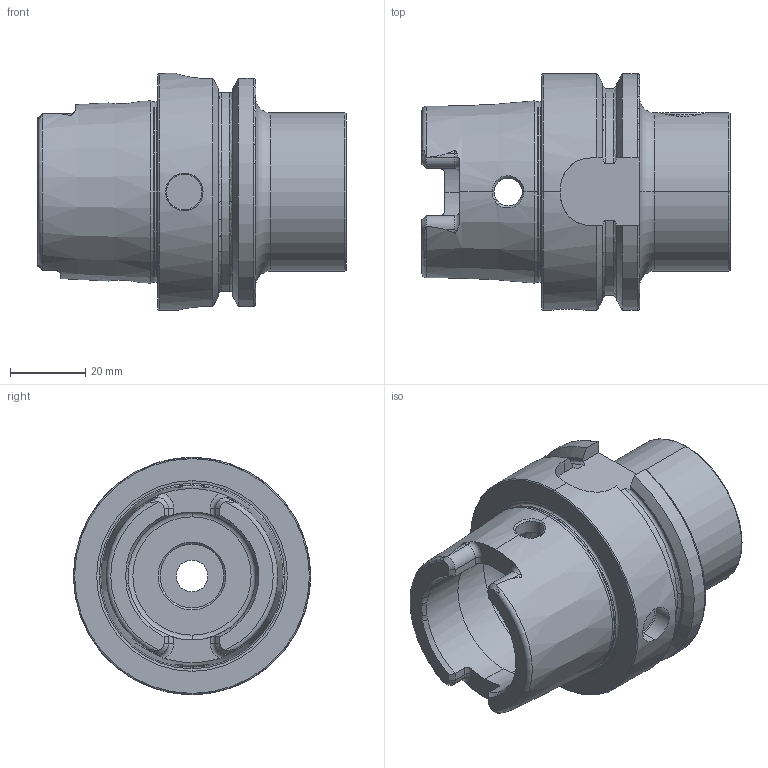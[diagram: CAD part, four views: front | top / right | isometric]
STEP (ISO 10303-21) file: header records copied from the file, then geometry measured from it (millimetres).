
FILE_DESCRIPTION (( 'STEP AP203' ), '1' );
FILE_NAME ('HA6.MB4.K01.050.STEP', '2013-09-25T13:44:22', ( 'baer' ), ( 'Hewlett-Packard Company' ), 'SwSTEP 2.0', 'SolidWorks 2012', '' );
FILE_SCHEMA (( 'CONFIG_CONTROL_DESIGN' ));
Length unit declared in the file: millimetre
Products named in the file (3): HA6.MB4.K01.050; MB4-ER1.001.013_A; HA6-MB4.K01.050_A_Fertigbearbeitung
Assembly tree (2 placements, depth 2):
  HA6.MB4.K01.050
    HA6-MB4.K01.050_A_Fertigbearbeitung
    MB4-ER1.001.013_A
Bounding box: 81.9 x 63 x 63 mm (x, y, z)
Volume: 102259 mm3; surface area: 27930.7 mm2
Topology: 2 solids, 2 shells, 226 faces, 593 edges, 373 vertices
Faces by surface type: cylinder 64, plane 64, cone 47, torus 37, bspline 14
Entity records: 9021 total; most frequent: CARTESIAN_POINT 3344, ORIENTED_EDGE 1182, DIRECTION 1080, EDGE_CURVE 591, AXIS2_PLACEMENT_3D 443, VERTEX_POINT 373, EDGE_LOOP 238, ADVANCED_FACE 226
